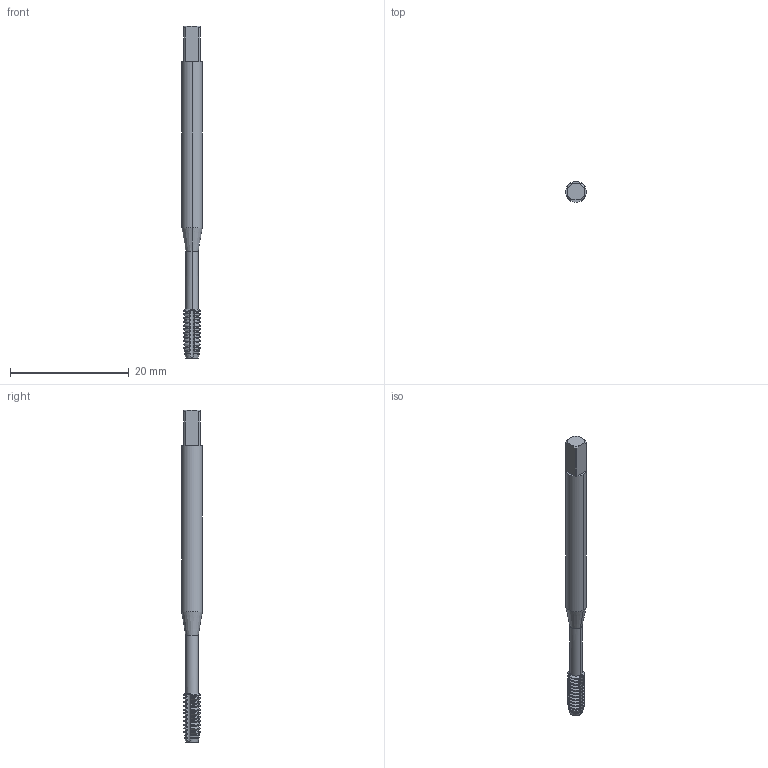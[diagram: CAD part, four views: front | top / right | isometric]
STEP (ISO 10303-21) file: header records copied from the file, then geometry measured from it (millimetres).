
FILE_DESCRIPTION(('no description'),'unknown implementation level');
FILE_NAME('solidLnAIV_94hY14eVIn3pGz0Hya8lc_1.STP',' ',('CIM GmbH Aachen'),('CADClick - KiM GmbH - www.kimweb.de'),'unknown preprocess','ACIS','unknown authorization');
FILE_SCHEMA(('automotive_design'));
Length unit declared in the file: millimetre
Products named in the file (2): 1; 2
Bounding box: 3.5 x 3.5 x 56 mm (x, y, z)
Volume: 409.3 mm3; surface area: 677.3 mm2
Topology: 2 solids, 2 shells, 365 faces, 1029 edges, 665 vertices
Faces by surface type: cone 147, cylinder 126, plane 83, revolution 9
Entity records: 24493 total; most frequent: CARTESIAN_POINT 3747, STYLED_ITEM 2058, PRESENTATION_STYLE_ASSIGNMENT 2058, COLOUR_RGB 2058, ORIENTED_EDGE 2052, DIRECTION 1894, EDGE_CURVE 1026, CURVE_STYLE 1026
